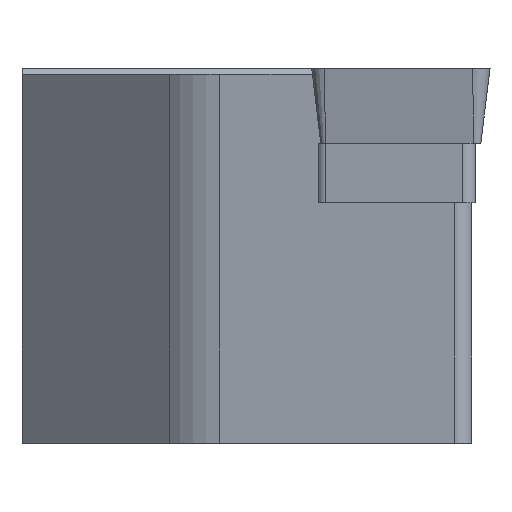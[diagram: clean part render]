
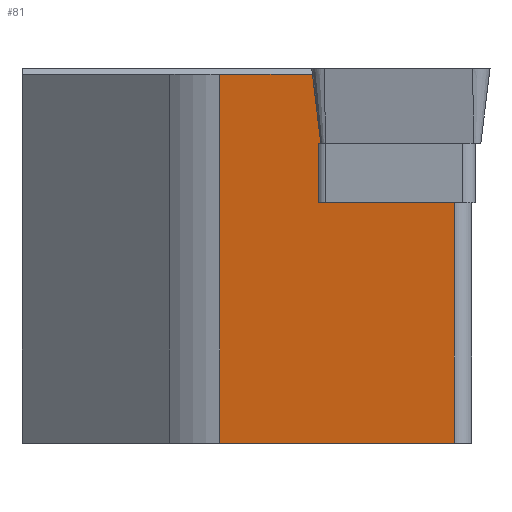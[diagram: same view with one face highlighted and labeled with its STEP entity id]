
A CAD part, left-side view. The second image highlights one B-rep face of the part: STEP entity #81.
In plain terms, the highlighted planar face has unit normal (-0.985, 0.174, 0).
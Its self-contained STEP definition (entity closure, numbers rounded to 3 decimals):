
#53=PLANE('',#669);
#81=ADVANCED_FACE('',(#119),#53,.F.);
#119=FACE_OUTER_BOUND('',#152,.T.);
#152=EDGE_LOOP('',(#363,#364,#365,#366,#367,#368,#369,#370));
#178=LINE('',#889,#247);
#183=LINE('',#902,#252);
#187=LINE('',#912,#256);
#197=LINE('',#934,#266);
#198=LINE('',#938,#267);
#199=LINE('',#940,#268);
#200=LINE('',#942,#269);
#201=LINE('',#944,#270);
#247=VECTOR('',#715,1.);
#252=VECTOR('',#726,1.);
#256=VECTOR('',#734,1.);
#266=VECTOR('',#756,1.);
#267=VECTOR('',#761,1.);
#268=VECTOR('',#762,1.);
#269=VECTOR('',#763,1.);
#270=VECTOR('',#764,1.);
#363=ORIENTED_EDGE('',*,*,#574,.T.);
#364=ORIENTED_EDGE('',*,*,#558,.T.);
#365=ORIENTED_EDGE('',*,*,#551,.F.);
#366=ORIENTED_EDGE('',*,*,#563,.F.);
#367=ORIENTED_EDGE('',*,*,#576,.F.);
#368=ORIENTED_EDGE('',*,*,#577,.F.);
#369=ORIENTED_EDGE('',*,*,#578,.F.);
#370=ORIENTED_EDGE('',*,*,#579,.F.);
#492=VERTEX_POINT('',#887);
#494=VERTEX_POINT('',#890);
#499=VERTEX_POINT('',#903);
#502=VERTEX_POINT('',#911);
#509=VERTEX_POINT('',#935);
#510=VERTEX_POINT('',#939);
#511=VERTEX_POINT('',#941);
#512=VERTEX_POINT('',#943);
#551=EDGE_CURVE('',#492,#494,#178,.T.);
#558=EDGE_CURVE('',#499,#494,#183,.T.);
#563=EDGE_CURVE('',#502,#492,#187,.T.);
#574=EDGE_CURVE('',#509,#499,#197,.T.);
#576=EDGE_CURVE('',#510,#502,#198,.T.);
#577=EDGE_CURVE('',#511,#510,#199,.T.);
#578=EDGE_CURVE('',#512,#511,#200,.T.);
#579=EDGE_CURVE('',#509,#512,#201,.T.);
#669=AXIS2_PLACEMENT_3D('',#945,#765,#766);
#715=DIRECTION('',(0.,0.,-1.));
#726=DIRECTION('',(0.174,0.985,0.));
#734=DIRECTION('',(0.174,0.985,0.));
#756=DIRECTION('',(0.,0.,1.));
#761=DIRECTION('',(-0.021,-0.122,-0.992));
#762=DIRECTION('',(-0.174,-0.985,0.));
#763=DIRECTION('',(0.,0.,1.));
#764=DIRECTION('',(0.174,0.985,0.));
#765=DIRECTION('',(0.985,-0.174,0.));
#766=DIRECTION('',(0.174,0.985,0.));
#887=CARTESIAN_POINT('',(2.453,9.179,-3.97));
#889=CARTESIAN_POINT('',(2.453,9.179,-3.97));
#890=CARTESIAN_POINT('',(2.453,9.179,-7.15));
#902=CARTESIAN_POINT('',(1.312,2.707,-7.15));
#903=CARTESIAN_POINT('',(1.171,1.909,-7.15));
#911=CARTESIAN_POINT('',(2.428,9.038,-3.97));
#912=CARTESIAN_POINT('',(1.312,2.707,-3.97));
#934=CARTESIAN_POINT('',(1.171,1.909,-30.));
#935=CARTESIAN_POINT('',(1.171,1.909,-20.));
#938=CARTESIAN_POINT('',(1.854,5.781,-30.49));
#939=CARTESIAN_POINT('',(2.508,9.488,-0.3));
#940=CARTESIAN_POINT('',(1.171,1.909,-0.3));
#941=CARTESIAN_POINT('',(3.382,14.447,-0.3));
#942=CARTESIAN_POINT('',(3.382,14.447,-30.));
#943=CARTESIAN_POINT('',(3.382,14.447,-20.));
#944=CARTESIAN_POINT('',(1.171,1.909,-20.));
#945=CARTESIAN_POINT('',(1.171,1.909,-30.));
